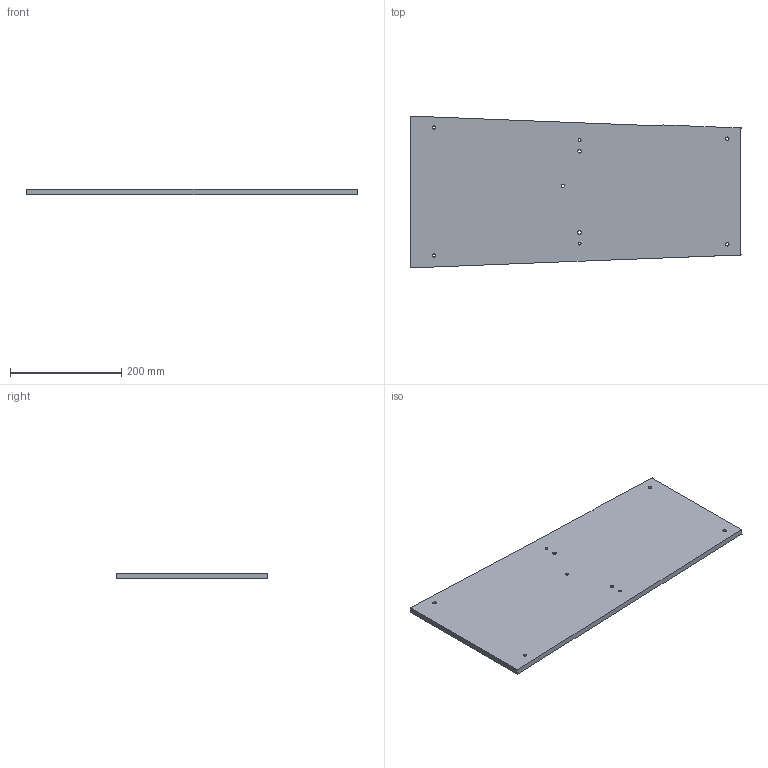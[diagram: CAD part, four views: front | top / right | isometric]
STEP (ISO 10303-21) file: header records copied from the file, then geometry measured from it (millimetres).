
FILE_DESCRIPTION( ( 'STEP AP203' ), '1' );
FILE_NAME( ' ', ' ', ( ' ' ), ( ' ' ), 'PSStep 10.1', ' ', ' ' );
FILE_SCHEMA( ( 'CONFIG_CONTROL_DESIGN' ) );
Length unit declared in the file: millimetre
Products named in the file (1): 1
Bounding box: 594.01 x 272.81 x 10 mm (x, y, z)
Volume: 1478740.7 mm3; surface area: 314772 mm2
Topology: 1 solids, 1 shells, 28 faces, 70 edges, 46 vertices
Faces by surface type: cylinder 17, plane 7, extrusion 2, cone 2
Full cylindrical faces by diameter (mm): 5 x2, 6 x5, 6.4 x2, 12 x2
Entity records: 879 total; most frequent: CARTESIAN_POINT 154, DIRECTION 145, ORIENTED_EDGE 114, AXIS2_PLACEMENT_3D 65, EDGE_LOOP 61, EDGE_CURVE 57, VERTEX_POINT 46, FACE_OUTER_BOUND 39
